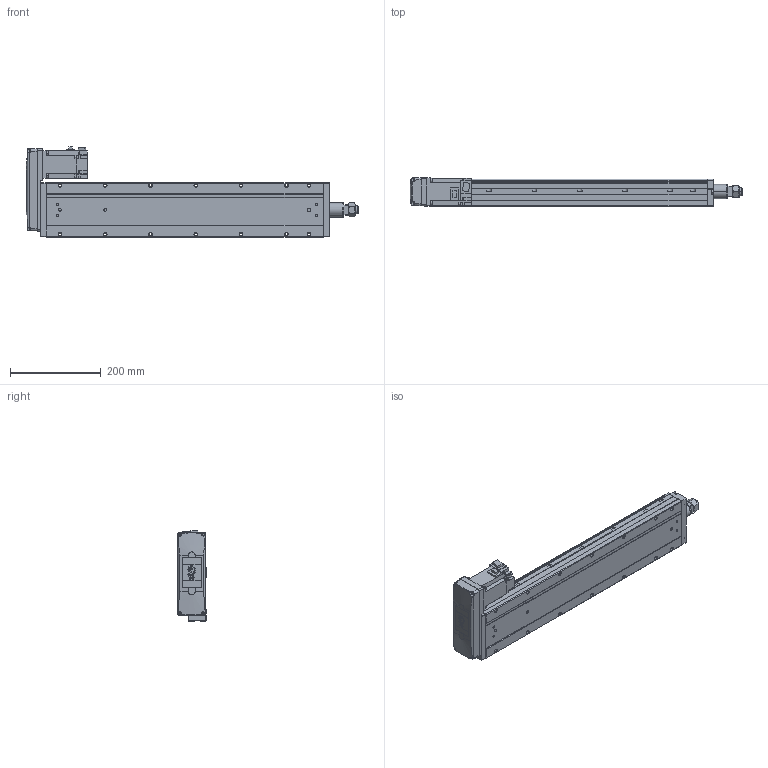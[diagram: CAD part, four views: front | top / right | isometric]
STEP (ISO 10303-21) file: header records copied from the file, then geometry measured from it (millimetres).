
FILE_DESCRIPTION (( 'STEP AP214' ), '1' );
FILE_NAME ('ETU12BL-16XLD-0400-XXXX.STEP', '2025-02-27T14:05:24', ( '' ), ( '' ), 'SwSTEP 2.0', 'SolidWorks 2022', '' );
FILE_SCHEMA (( 'AUTOMOTIVE_DESIGN' ));
Length unit declared in the file: millimetre
Products named in the file (10): ETU12-400BODY1; ETU12-400BODY3; ETU12BL-16XLD-0400-XXXX; ETU12-400NUT; ETU12-400BODY0; ETU12-400SENSOR; ETU12-400ROD; ETU12-MOTOR; FANG STICKER; ETU12-400BODY2
Assembly tree (10 placements, depth 2):
  ETU12BL-16XLD-0400-XXXX
    ETU12-400BODY0
    ETU12-400BODY1
    ETU12-400BODY2
    ETU12-MOTOR
    ETU12-400ROD
    ETU12-400NUT
    ETU12-400BODY3
    ETU12-400SENSOR  x2
    FANG STICKER
Bounding box: 732.8 x 63.5 x 198.8 mm (x, y, z)
Volume: 4731786.9 mm3; surface area: 478718.5 mm2
Topology: 10 solids, 10 shells, 1021 faces, 2701 edges, 1780 vertices
Faces by surface type: plane 666, cylinder 295, cone 52, torus 8
Entity records: 31960 total; most frequent: CARTESIAN_POINT 5896, ORIENTED_EDGE 5342, DIRECTION 5293, EDGE_CURVE 2671, LINE 1991, VECTOR 1991, VERTEX_POINT 1760, AXIS2_PLACEMENT_3D 1651
